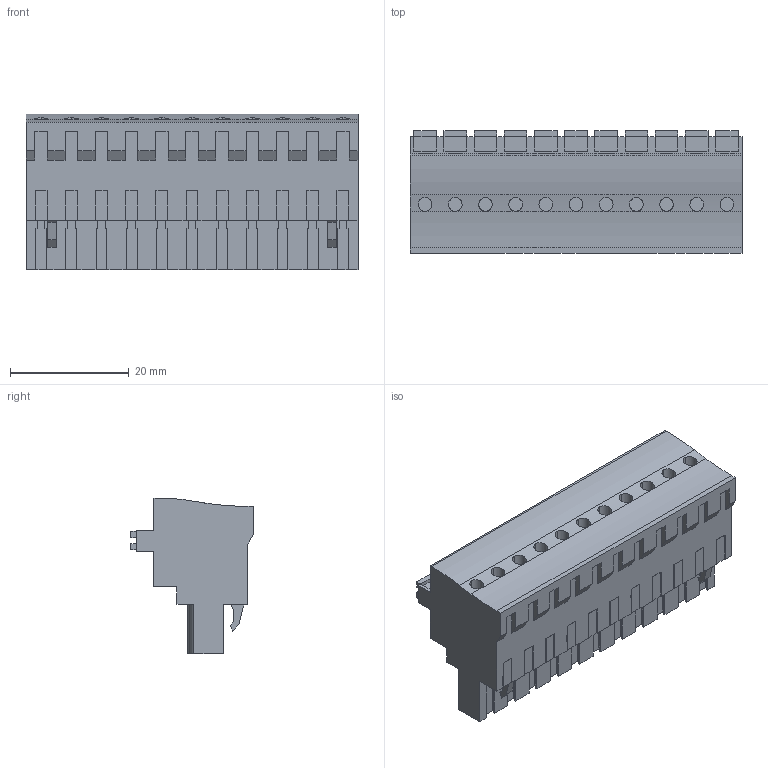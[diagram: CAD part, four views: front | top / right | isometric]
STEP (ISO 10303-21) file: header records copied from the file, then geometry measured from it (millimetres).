
FILE_DESCRIPTION(('CATIA V5 STEP Exchange','CAx-IF Rec.Pracs.--- Model Styling and Organization---1.2---2011-12-15'),'2;1');
FILE_NAME ('D1461162_0_1982790000_1982790000.stp','2017-10-30T15:04:11+00:00',('none'),('Weidmueller'),'CATIA Version 5-6 Release 2014','CATIA V5 STEP AP214','none');
FILE_SCHEMA(('AUTOMOTIVE_DESIGN { 1 0 10303 214 1 1 1 1 }'));
Length unit declared in the file: millimetre
Products named in the file (1): 1982790000
Bounding box: 55.88 x 20.64 x 26.24 mm (x, y, z)
Volume: 16498.1 mm3; surface area: 8142.4 mm2
Topology: 12 solids, 12 shells, 766 faces, 2132 edges, 1436 vertices
Faces by surface type: plane 653, cylinder 113
Entity records: 22288 total; most frequent: ORIENTED_EDGE 4264, CARTESIAN_POINT 4125, DIRECTION 2870, EDGE_CURVE 2132, VECTOR 1906, LINE 1906, VERTEX_POINT 1436, EDGE_LOOP 812
